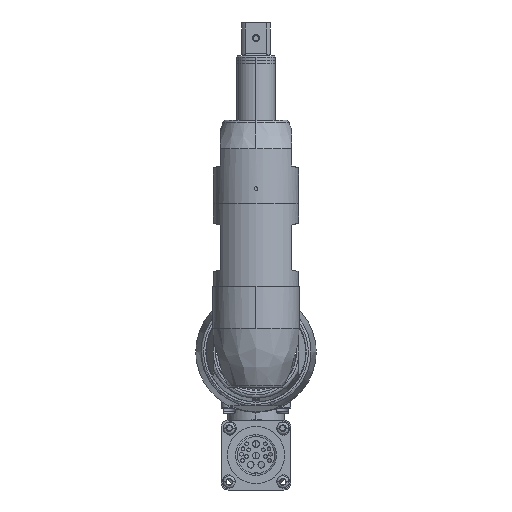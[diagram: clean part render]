
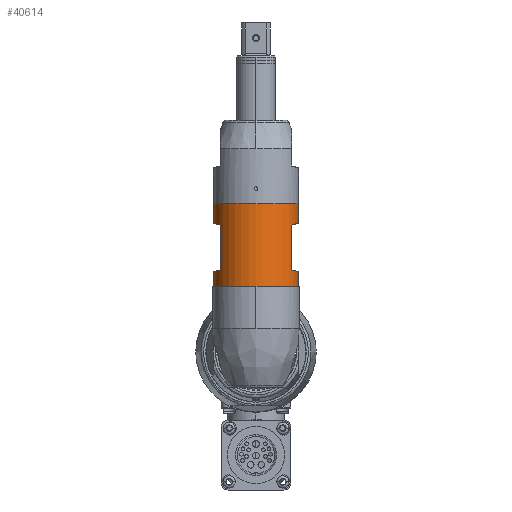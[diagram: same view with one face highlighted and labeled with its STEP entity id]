
A CAD part, left-side view. The second image highlights one B-rep face of the part: STEP entity #40614.
In plain terms, the highlighted cylindrical face has radius 18.86 mm (diameter 37.719 mm), a partial arc.
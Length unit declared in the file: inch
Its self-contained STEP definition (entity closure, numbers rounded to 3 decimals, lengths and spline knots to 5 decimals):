
#40425=DIRECTION('',(0.,0.,1.));
#40426=VECTOR('',#40425,0.34258);
#40427=CARTESIAN_POINT('',(-13.0987,0.7425,2.25022));
#40428=LINE('',#40427,#40426);
#40429=CARTESIAN_POINT('',(-13.0987,0.,2.5928));
#40430=DIRECTION('',(0.,0.,1.));
#40431=DIRECTION('',(0.,1.,0.));
#40432=AXIS2_PLACEMENT_3D('',#40429,#40430,#40431);
#40434=CARTESIAN_POINT('',(-13.0987,0.,1.1398));
#40435=DIRECTION('',(0.,0.,-1.));
#40436=DIRECTION('',(0.,-1.,0.));
#40437=AXIS2_PLACEMENT_3D('',#40434,#40435,#40436);
#40439=DIRECTION('',(0.,0.,1.));
#40440=VECTOR('',#40439,0.26458);
#40441=CARTESIAN_POINT('',(-13.0987,0.7425,1.1398));
#40442=LINE('',#40441,#40440);
#40443=CARTESIAN_POINT('',(-13.0987,0.7425,1.40438));
#40444=CARTESIAN_POINT('',(-13.13575,0.7425,1.40438));
#40445=CARTESIAN_POINT('',(-13.20812,0.73699,
1.40585));
#40446=CARTESIAN_POINT('',(-13.31193,0.71384,
1.41206));
#40447=CARTESIAN_POINT('',(-13.4112,0.67634,
1.42211));
#40448=CARTESIAN_POINT('',(-13.47427,0.64156,
1.43142));
#40449=CARTESIAN_POINT('',(-13.50496,0.6215,1.4368));
#40464=DIRECTION('',(0.,0.,1.));
#40465=VECTOR('',#40464,0.26458);
#40466=CARTESIAN_POINT('',(-13.0987,-0.7425,1.1398));
#40467=LINE('',#40466,#40465);
#40468=DIRECTION('',(0.,0.,1.));
#40469=VECTOR('',#40468,0.34258);
#40470=CARTESIAN_POINT('',(-13.0987,-0.7425,2.25022));
#40471=LINE('',#40470,#40469);
#40477=CARTESIAN_POINT('',(-13.50496,-0.6215,1.4368));
#40478=CARTESIAN_POINT('',(-13.47427,-0.64156,
1.43142));
#40479=CARTESIAN_POINT('',(-13.4112,-0.67634,
1.42211));
#40480=CARTESIAN_POINT('',(-13.31193,-0.71384,
1.41206));
#40481=CARTESIAN_POINT('',(-13.20812,-0.73699,
1.40585));
#40482=CARTESIAN_POINT('',(-13.13575,-0.7425,1.40438));
#40483=CARTESIAN_POINT('',(-13.0987,-0.7425,1.40438));
#40497=DIRECTION('',(0.,0.,1.));
#40498=VECTOR('',#40497,0.781);
#40499=CARTESIAN_POINT('',(-13.50496,-0.6215,1.4368));
#40500=LINE('',#40499,#40498);
#40509=CARTESIAN_POINT('',(-13.50496,-0.6215,2.2178));
#40510=CARTESIAN_POINT('',(-13.47427,-0.64156,
2.22318));
#40511=CARTESIAN_POINT('',(-13.4112,-0.67634,
2.23249));
#40512=CARTESIAN_POINT('',(-13.31193,-0.71384,
2.24254));
#40513=CARTESIAN_POINT('',(-13.20812,-0.73699,
2.24875));
#40514=CARTESIAN_POINT('',(-13.13575,-0.7425,2.25022));
#40515=CARTESIAN_POINT('',(-13.0987,-0.7425,2.25022));
#40525=CARTESIAN_POINT('',(-13.0987,0.7425,2.25022));
#40526=CARTESIAN_POINT('',(-13.13575,0.7425,2.25022));
#40527=CARTESIAN_POINT('',(-13.20812,0.73699,
2.24875));
#40528=CARTESIAN_POINT('',(-13.31193,0.71384,
2.24254));
#40529=CARTESIAN_POINT('',(-13.4112,0.67634,
2.23249));
#40530=CARTESIAN_POINT('',(-13.47427,0.64156,
2.22318));
#40531=CARTESIAN_POINT('',(-13.50496,0.6215,2.2178));
#40545=DIRECTION('',(0.,0.,1.));
#40546=VECTOR('',#40545,0.781);
#40547=CARTESIAN_POINT('',(-13.50496,0.6215,1.4368));
#40548=LINE('',#40547,#40546);
#40557=CARTESIAN_POINT('',(-13.0987,0.7425,2.5928));
#40558=CARTESIAN_POINT('',(-13.0987,-0.7425,2.5928));
#40559=VERTEX_POINT('',#40557);
#40560=VERTEX_POINT('',#40558);
#40561=CARTESIAN_POINT('',(-13.0987,-0.7425,1.1398));
#40562=CARTESIAN_POINT('',(-13.0987,0.7425,1.1398));
#40563=VERTEX_POINT('',#40561);
#40564=VERTEX_POINT('',#40562);
#40565=VERTEX_POINT('',#40443);
#40566=VERTEX_POINT('',#40449);
#40567=CARTESIAN_POINT('',(-13.50496,0.6215,2.2178));
#40568=VERTEX_POINT('',#40567);
#40569=CARTESIAN_POINT('',(-13.50496,-0.6215,1.4368));
#40570=CARTESIAN_POINT('',(-13.50496,-0.6215,2.2178));
#40571=VERTEX_POINT('',#40569);
#40572=VERTEX_POINT('',#40570);
#40573=VERTEX_POINT('',#40483);
#40581=VERTEX_POINT('',#40525);
#40582=VERTEX_POINT('',#40515);
#40583=CARTESIAN_POINT('',(-13.0987,0.,0.9398));
#40584=DIRECTION('',(0.,0.,1.));
#40585=DIRECTION('',(0.,1.,0.));
#40586=AXIS2_PLACEMENT_3D('',#40583,#40584,#40585);
#40587=CYLINDRICAL_SURFACE('',#40586,0.7425);
#40589=ORIENTED_EDGE('',*,*,#40588,.T.);
#40591=ORIENTED_EDGE('',*,*,#40590,.T.);
#40593=ORIENTED_EDGE('',*,*,#40592,.F.);
#40595=ORIENTED_EDGE('',*,*,#40594,.T.);
#40597=ORIENTED_EDGE('',*,*,#40596,.T.);
#40599=ORIENTED_EDGE('',*,*,#40598,.F.);
#40601=ORIENTED_EDGE('',*,*,#40600,.F.);
#40603=ORIENTED_EDGE('',*,*,#40602,.F.);
#40605=ORIENTED_EDGE('',*,*,#40604,.T.);
#40607=ORIENTED_EDGE('',*,*,#40606,.F.);
#40609=ORIENTED_EDGE('',*,*,#40608,.T.);
#40611=ORIENTED_EDGE('',*,*,#40610,.T.);
#40612=EDGE_LOOP('',(#40589,#40591,#40593,#40595,#40597,#40599,#40601,#40603,
#40605,#40607,#40609,#40611));
#40613=FACE_OUTER_BOUND('',#40612,.F.);
#40614=ADVANCED_FACE('',(#40613),#40587,.T.);
#40433=CIRCLE('',#40432,0.7425);
#40438=CIRCLE('',#40437,0.7425);
#40450=B_SPLINE_CURVE_WITH_KNOTS('',3,(#40443,#40444,#40445,#40446,#40447,
#40448,#40449),.UNSPECIFIED.,.F.,.F.,(4,1,1,1,4),(0.,0.25,0.5,0.75,
1.),.UNSPECIFIED.);
#40484=B_SPLINE_CURVE_WITH_KNOTS('',3,(#40477,#40478,#40479,#40480,#40481,
#40482,#40483),.UNSPECIFIED.,.F.,.F.,(4,1,1,1,4),(0.,0.25,0.5,0.75,
1.),.UNSPECIFIED.);
#40516=B_SPLINE_CURVE_WITH_KNOTS('',3,(#40509,#40510,#40511,#40512,#40513,
#40514,#40515),.UNSPECIFIED.,.F.,.F.,(4,1,1,1,4),(0.,0.25,0.5,0.75,
1.),.UNSPECIFIED.);
#40532=B_SPLINE_CURVE_WITH_KNOTS('',3,(#40525,#40526,#40527,#40528,#40529,
#40530,#40531),.UNSPECIFIED.,.F.,.F.,(4,1,1,1,4),(0.,0.25,0.5,0.75,
1.),.UNSPECIFIED.);
#40588=EDGE_CURVE('',#40565,#40566,#40450,.T.);
#40590=EDGE_CURVE('',#40566,#40568,#40548,.T.);
#40592=EDGE_CURVE('',#40581,#40568,#40532,.T.);
#40594=EDGE_CURVE('',#40581,#40559,#40428,.T.);
#40596=EDGE_CURVE('',#40559,#40560,#40433,.T.);
#40598=EDGE_CURVE('',#40582,#40560,#40471,.T.);
#40600=EDGE_CURVE('',#40572,#40582,#40516,.T.);
#40602=EDGE_CURVE('',#40571,#40572,#40500,.T.);
#40604=EDGE_CURVE('',#40571,#40573,#40484,.T.);
#40606=EDGE_CURVE('',#40563,#40573,#40467,.T.);
#40608=EDGE_CURVE('',#40563,#40564,#40438,.T.);
#40610=EDGE_CURVE('',#40564,#40565,#40442,.T.);
